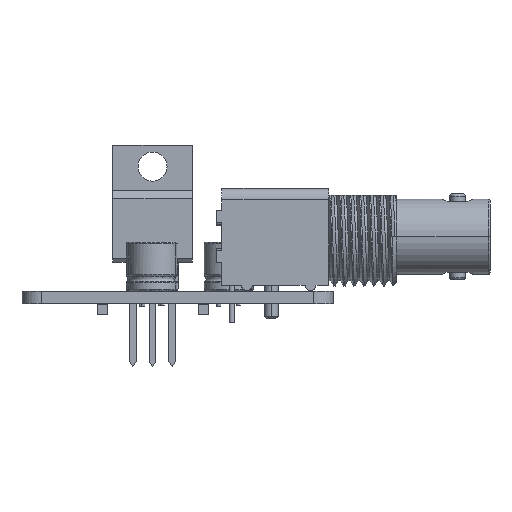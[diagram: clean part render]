
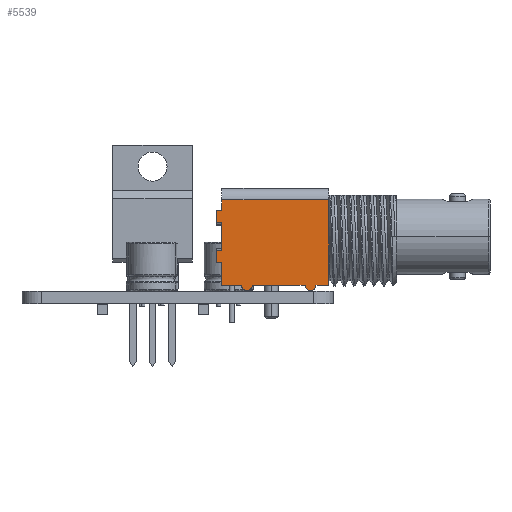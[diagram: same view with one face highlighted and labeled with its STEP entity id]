
A CAD part, left-side view. The second image highlights one B-rep face of the part: STEP entity #5539.
In plain terms, the highlighted planar face has unit normal (-1, 0, 0).
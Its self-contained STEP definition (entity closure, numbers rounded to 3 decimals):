
#5091 = EDGE_CURVE('',#5092,#5094,#5096,.T.);
#5092 = VERTEX_POINT('',#5093);
#5093 = CARTESIAN_POINT('',(-7.38,-6.25,12.8));
#5094 = VERTEX_POINT('',#5095);
#5095 = CARTESIAN_POINT('',(-7.38,-6.25,11.4));
#5096 = CIRCLE('',#5097,0.7);
#5097 = AXIS2_PLACEMENT_3D('',#5098,#5099,#5100);
#5098 = CARTESIAN_POINT('',(-7.38,-6.25,12.1));
#5099 = DIRECTION('',(1.,-0.,0.));
#5100 = DIRECTION('',(0.,0.,-1.));
#5123 = EDGE_CURVE('',#5124,#5126,#5128,.T.);
#5124 = VERTEX_POINT('',#5125);
#5125 = CARTESIAN_POINT('',(-7.38,-6.25,4.6));
#5126 = VERTEX_POINT('',#5127);
#5127 = CARTESIAN_POINT('',(-7.38,-6.25,3.2));
#5128 = CIRCLE('',#5129,0.7);
#5129 = AXIS2_PLACEMENT_3D('',#5130,#5131,#5132);
#5130 = CARTESIAN_POINT('',(-7.38,-6.25,3.9));
#5131 = DIRECTION('',(1.,-0.,0.));
#5132 = DIRECTION('',(0.,0.,-1.));
#5156 = VERTEX_POINT('',#5157);
#5157 = CARTESIAN_POINT('',(-7.38,-3.341,0.));
#5165 = VERTEX_POINT('',#5166);
#5166 = CARTESIAN_POINT('',(-7.38,-3.341,0.7));
#5172 = EDGE_CURVE('',#5165,#5156,#5173,.T.);
#5173 = LINE('',#5174,#5175);
#5174 = CARTESIAN_POINT('',(-7.38,-3.341,0.7));
#5175 = VECTOR('',#5176,1.);
#5176 = DIRECTION('',(-0.,-0.,-1.));
#5186 = EDGE_CURVE('',#5187,#5156,#5189,.T.);
#5187 = VERTEX_POINT('',#5188);
#5188 = CARTESIAN_POINT('',(-7.38,-1.793,0.));
#5189 = LINE('',#5190,#5191);
#5190 = CARTESIAN_POINT('',(-7.38,-6.25,0.));
#5191 = VECTOR('',#5192,1.);
#5192 = DIRECTION('',(-0.,-1.,-0.));
#5211 = EDGE_CURVE('',#5212,#5187,#5214,.T.);
#5212 = VERTEX_POINT('',#5213);
#5213 = CARTESIAN_POINT('',(-7.38,-1.793,0.7));
#5214 = LINE('',#5215,#5216);
#5215 = CARTESIAN_POINT('',(-7.38,-1.793,0.7));
#5216 = VECTOR('',#5217,1.);
#5217 = DIRECTION('',(-0.,-0.,-1.));
#5235 = VERTEX_POINT('',#5236);
#5236 = CARTESIAN_POINT('',(-7.38,1.793,0.));
#5244 = VERTEX_POINT('',#5245);
#5245 = CARTESIAN_POINT('',(-7.38,1.793,0.7));
#5251 = EDGE_CURVE('',#5244,#5235,#5252,.T.);
#5252 = LINE('',#5253,#5254);
#5253 = CARTESIAN_POINT('',(-7.38,1.793,0.7));
#5254 = VECTOR('',#5255,1.);
#5255 = DIRECTION('',(-0.,-0.,-1.));
#5265 = EDGE_CURVE('',#5266,#5235,#5268,.T.);
#5266 = VERTEX_POINT('',#5267);
#5267 = CARTESIAN_POINT('',(-7.38,3.341,0.));
#5268 = LINE('',#5269,#5270);
#5269 = CARTESIAN_POINT('',(-7.38,-6.25,0.));
#5270 = VECTOR('',#5271,1.);
#5271 = DIRECTION('',(-0.,-1.,-0.));
#5290 = EDGE_CURVE('',#5291,#5266,#5293,.T.);
#5291 = VERTEX_POINT('',#5292);
#5292 = CARTESIAN_POINT('',(-7.38,3.341,0.7));
#5293 = LINE('',#5294,#5295);
#5294 = CARTESIAN_POINT('',(-7.38,3.341,0.7));
#5295 = VECTOR('',#5296,1.);
#5296 = DIRECTION('',(-0.,-0.,-1.));
#5326 = VERTEX_POINT('',#5327);
#5327 = CARTESIAN_POINT('',(-7.38,-6.25,0.7));
#5333 = EDGE_CURVE('',#5326,#5165,#5334,.T.);
#5334 = LINE('',#5335,#5336);
#5335 = CARTESIAN_POINT('',(-7.38,-6.25,0.7));
#5336 = VECTOR('',#5337,1.);
#5337 = DIRECTION('',(0.,1.,0.));
#5342 = EDGE_CURVE('',#5212,#5244,#5343,.T.);
#5343 = LINE('',#5344,#5345);
#5344 = CARTESIAN_POINT('',(-7.38,-1.793,0.7));
#5345 = VECTOR('',#5346,1.);
#5346 = DIRECTION('',(0.,1.,0.));
#5351 = EDGE_CURVE('',#5291,#5352,#5354,.T.);
#5352 = VERTEX_POINT('',#5353);
#5353 = CARTESIAN_POINT('',(-7.38,4.75,0.7));
#5354 = LINE('',#5355,#5356);
#5355 = CARTESIAN_POINT('',(-7.38,3.341,0.7));
#5356 = VECTOR('',#5357,1.);
#5357 = DIRECTION('',(0.,1.,0.));
#5502 = VERTEX_POINT('',#5503);
#5503 = CARTESIAN_POINT('',(-7.38,-6.25,14.42));
#5509 = EDGE_CURVE('',#5502,#5092,#5510,.T.);
#5510 = LINE('',#5511,#5512);
#5511 = CARTESIAN_POINT('',(-7.38,-6.25,14.42));
#5512 = VECTOR('',#5513,1.);
#5513 = DIRECTION('',(-0.,-0.,-1.));
#5518 = EDGE_CURVE('',#5094,#5124,#5519,.T.);
#5519 = LINE('',#5520,#5521);
#5520 = CARTESIAN_POINT('',(-7.38,-6.25,14.42));
#5521 = VECTOR('',#5522,1.);
#5522 = DIRECTION('',(-0.,-0.,-1.));
#5527 = EDGE_CURVE('',#5126,#5326,#5528,.T.);
#5528 = LINE('',#5529,#5530);
#5529 = CARTESIAN_POINT('',(-7.38,-6.25,14.42));
#5530 = VECTOR('',#5531,1.);
#5531 = DIRECTION('',(-0.,-0.,-1.));
#5539 = ADVANCED_FACE('',(#5540),#5570,.F.);
#5540 = FACE_BOUND('',#5541,.T.);
#5541 = EDGE_LOOP('',(#5542,#5543,#5544,#5545,#5546,#5547,#5548,#5549,
    #5550,#5551,#5552,#5553,#5554,#5555,#5556,#5564));
#5542 = ORIENTED_EDGE('',*,*,#5351,.F.);
#5543 = ORIENTED_EDGE('',*,*,#5290,.T.);
#5544 = ORIENTED_EDGE('',*,*,#5265,.T.);
#5545 = ORIENTED_EDGE('',*,*,#5251,.F.);
#5546 = ORIENTED_EDGE('',*,*,#5342,.F.);
#5547 = ORIENTED_EDGE('',*,*,#5211,.T.);
#5548 = ORIENTED_EDGE('',*,*,#5186,.T.);
#5549 = ORIENTED_EDGE('',*,*,#5172,.F.);
#5550 = ORIENTED_EDGE('',*,*,#5333,.F.);
#5551 = ORIENTED_EDGE('',*,*,#5527,.F.);
#5552 = ORIENTED_EDGE('',*,*,#5123,.F.);
#5553 = ORIENTED_EDGE('',*,*,#5518,.F.);
#5554 = ORIENTED_EDGE('',*,*,#5091,.F.);
#5555 = ORIENTED_EDGE('',*,*,#5509,.F.);
#5556 = ORIENTED_EDGE('',*,*,#5557,.F.);
#5557 = EDGE_CURVE('',#5558,#5502,#5560,.T.);
#5558 = VERTEX_POINT('',#5559);
#5559 = CARTESIAN_POINT('',(-7.38,4.75,14.42));
#5560 = LINE('',#5561,#5562);
#5561 = CARTESIAN_POINT('',(-7.38,-6.25,14.42));
#5562 = VECTOR('',#5563,1.);
#5563 = DIRECTION('',(-0.,-1.,-0.));
#5564 = ORIENTED_EDGE('',*,*,#5565,.T.);
#5565 = EDGE_CURVE('',#5558,#5352,#5566,.T.);
#5566 = LINE('',#5567,#5568);
#5567 = CARTESIAN_POINT('',(-7.38,4.75,14.42));
#5568 = VECTOR('',#5569,1.);
#5569 = DIRECTION('',(0.,0.,-1.));
#5570 = PLANE('',#5571);
#5571 = AXIS2_PLACEMENT_3D('',#5572,#5573,#5574);
#5572 = CARTESIAN_POINT('',(-7.38,-6.25,14.42));
#5573 = DIRECTION('',(1.,0.,0.));
#5574 = DIRECTION('',(0.,0.,-1.));
